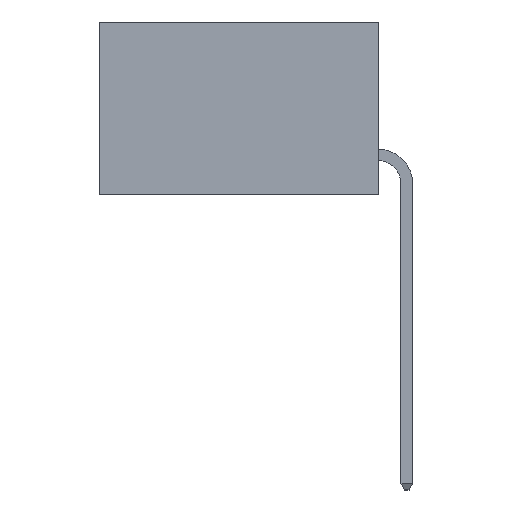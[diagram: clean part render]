
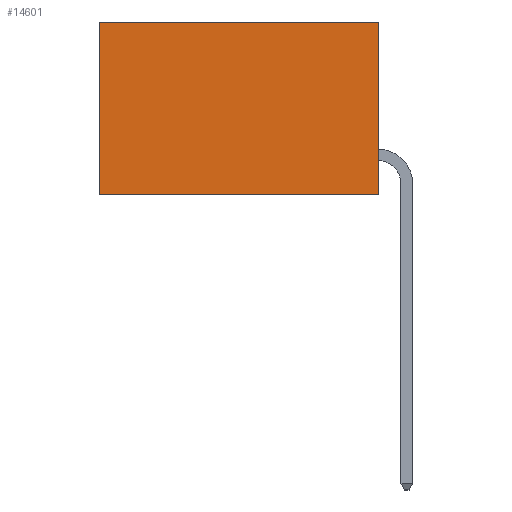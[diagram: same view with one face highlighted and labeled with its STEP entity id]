
A CAD part, left-side view. The second image highlights one B-rep face of the part: STEP entity #14601.
In plain terms, the highlighted planar face has unit normal (-1, 0, 0).
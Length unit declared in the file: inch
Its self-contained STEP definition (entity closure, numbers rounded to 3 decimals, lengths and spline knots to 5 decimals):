
#821 = LINE ( 'NONE', #9922, #12694 ) ;
#1500 = LINE ( 'NONE', #18323, #5289 ) ;
#1633 = VECTOR ( 'NONE', #5508, 39.37008 ) ;
#3033 = VERTEX_POINT ( 'NONE', #6101 ) ;
#3193 = DIRECTION ( 'NONE',  ( 0., 0., -1. ) ) ;
#3507 = VERTEX_POINT ( 'NONE', #17635 ) ;
#3542 = FACE_OUTER_BOUND ( 'NONE', #11990, .T. ) ;
#3870 = CARTESIAN_POINT ( 'NONE',  ( 0.2615, 0., -0.37 ) ) ;
#4076 = VECTOR ( 'NONE', #14605, 39.37008 ) ;
#4927 = ORIENTED_EDGE ( 'NONE', *, *, #15105, .T. ) ;
#5011 = DIRECTION ( 'NONE',  ( 1., 0., 0. ) ) ;
#5056 = VERTEX_POINT ( 'NONE', #15087 ) ;
#5289 = VECTOR ( 'NONE', #3193, 39.37008 ) ;
#5508 = DIRECTION ( 'NONE',  ( 0., 1., 0. ) ) ;
#5697 = EDGE_CURVE ( 'NONE', #5056, #3033, #19608, .T. ) ;
#6087 = EDGE_CURVE ( 'NONE', #5056, #8606, #821, .T. ) ;
#6101 = CARTESIAN_POINT ( 'NONE',  ( 0.2615, 0.6, 0. ) ) ;
#8429 = ORIENTED_EDGE ( 'NONE', *, *, #11433, .F. ) ;
#8606 = VERTEX_POINT ( 'NONE', #17204 ) ;
#8969 = LINE ( 'NONE', #3870, #1633 ) ;
#9584 = DIRECTION ( 'NONE',  ( 0., 0., -1. ) ) ;
#9922 = CARTESIAN_POINT ( 'NONE',  ( 0.2615, 0., -0.37 ) ) ;
#10974 = PLANE ( 'NONE',  #14867 ) ;
#11433 = EDGE_CURVE ( 'NONE', #8606, #3507, #8969, .T. ) ;
#11990 = EDGE_LOOP ( 'NONE', ( #4927, #8429, #14469, #16567 ) ) ;
#12694 = VECTOR ( 'NONE', #9584, 39.37008 ) ;
#14086 = CARTESIAN_POINT ( 'NONE',  ( 0.2615, 0., -0.37 ) ) ;
#14469 = ORIENTED_EDGE ( 'NONE', *, *, #6087, .F. ) ;
#14570 = CARTESIAN_POINT ( 'NONE',  ( 0.2615, 0., 0. ) ) ;
#14601 = ADVANCED_FACE ( 'NONE', ( #3542 ), #10974, .F. ) ;
#14605 = DIRECTION ( 'NONE',  ( 0., 1., 0. ) ) ;
#14867 = AXIS2_PLACEMENT_3D ( 'NONE', #14086, #5011, #15603 ) ;
#15087 = CARTESIAN_POINT ( 'NONE',  ( 0.2615, 0., 0. ) ) ;
#15105 = EDGE_CURVE ( 'NONE', #3033, #3507, #1500, .T. ) ;
#15603 = DIRECTION ( 'NONE',  ( 0., 0., -1. ) ) ;
#16567 = ORIENTED_EDGE ( 'NONE', *, *, #5697, .T. ) ;
#17204 = CARTESIAN_POINT ( 'NONE',  ( 0.2615, 0., -0.37 ) ) ;
#17635 = CARTESIAN_POINT ( 'NONE',  ( 0.2615, 0.6, -0.37 ) ) ;
#18323 = CARTESIAN_POINT ( 'NONE',  ( 0.2615, 0.6, -0.37 ) ) ;
#19608 = LINE ( 'NONE', #14570, #4076 ) ;
